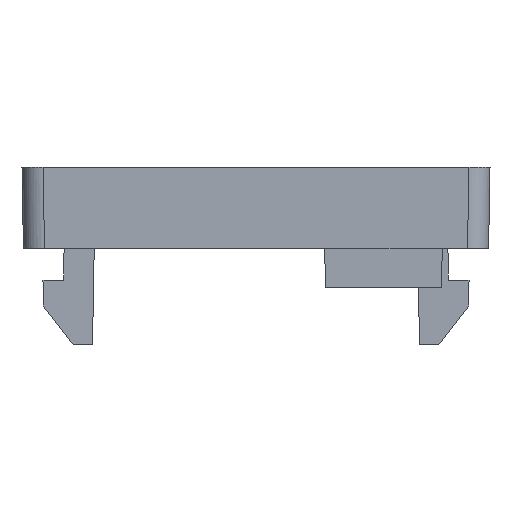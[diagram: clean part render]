
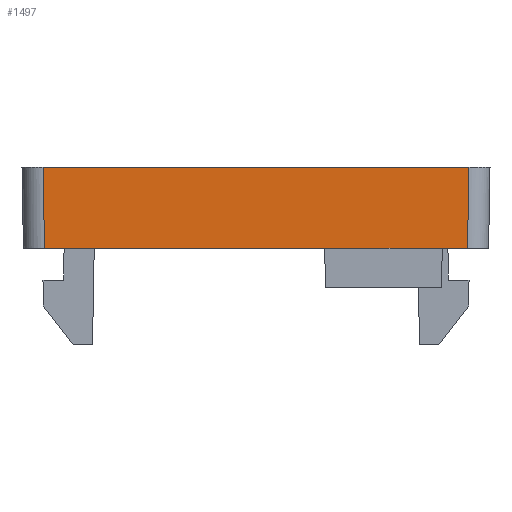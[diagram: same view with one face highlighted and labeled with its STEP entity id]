
A CAD part, left-side view. The second image highlights one B-rep face of the part: STEP entity #1497.
In plain terms, the highlighted planar face has unit normal (-1, 0, -0.018).
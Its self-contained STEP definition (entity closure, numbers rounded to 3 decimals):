
#28 = CARTESIAN_POINT ( 'NONE',  ( -20.7, 7.066, 0.4 ) ) ;
#80 = VERTEX_POINT ( 'NONE', #1869 ) ;
#91 = EDGE_CURVE ( 'NONE', #851, #793, #556, .T. ) ;
#283 = LINE ( 'NONE', #758, #2336 ) ;
#287 = CARTESIAN_POINT ( 'NONE',  ( -20.7, -7.766, 0.4 ) ) ;
#312 = LINE ( 'NONE', #1635, #2246 ) ;
#356 = DIRECTION ( 'NONE',  ( 0., -1., 0. ) ) ;
#507 = DIRECTION ( 'NONE',  ( 0., -1., 0. ) ) ;
#556 = LINE ( 'NONE', #949, #2365 ) ;
#580 = LINE ( 'NONE', #1137, #2071 ) ;
#588 = EDGE_CURVE ( 'NONE', #1448, #793, #283, .T. ) ;
#620 = EDGE_LOOP ( 'NONE', ( #1385, #1919, #1190, #764, #1382, #2355 ) ) ;
#625 = VERTEX_POINT ( 'NONE', #1138 ) ;
#695 = CARTESIAN_POINT ( 'NONE',  ( -20.653, 7.019, -2.3 ) ) ;
#758 = CARTESIAN_POINT ( 'NONE',  ( -20.653, 0., -2.3 ) ) ;
#764 = ORIENTED_EDGE ( 'NONE', *, *, #91, .F. ) ;
#793 = VERTEX_POINT ( 'NONE', #1614 ) ;
#798 = CARTESIAN_POINT ( 'NONE',  ( -20.695, 7.062, 0.141 ) ) ;
#839 = EDGE_CURVE ( 'NONE', #2036, #625, #1373, .T. ) ;
#842 = FACE_OUTER_BOUND ( 'NONE', #620, .T. ) ;
#851 = VERTEX_POINT ( 'NONE', #1061 ) ;
#889 = DIRECTION ( 'NONE',  ( -1., 0., -0.017 ) ) ;
#903 = DIRECTION ( 'NONE',  ( -0.017, 0., 1. ) ) ;
#949 = CARTESIAN_POINT ( 'NONE',  ( -20.653, -2.281, -2.3 ) ) ;
#957 = DIRECTION ( 'NONE',  ( 0., -1., 0. ) ) ;
#1057 = PLANE ( 'NONE',  #1553 ) ;
#1061 = CARTESIAN_POINT ( 'NONE',  ( -20.653, -6.181, -2.3 ) ) ;
#1064 = EDGE_CURVE ( 'NONE', #851, #80, #580, .T. ) ;
#1081 = CARTESIAN_POINT ( 'NONE',  ( -20.7, -7.766, 0.4 ) ) ;
#1137 = CARTESIAN_POINT ( 'NONE',  ( -20.653, 0., -2.3 ) ) ;
#1138 = CARTESIAN_POINT ( 'NONE',  ( -20.7, -7.066, 0.4 ) ) ;
#1145 = VECTOR ( 'NONE', #507, 1000. ) ;
#1190 = ORIENTED_EDGE ( 'NONE', *, *, #588, .T. ) ;
#1373 = LINE ( 'NONE', #287, #1145 ) ;
#1382 = ORIENTED_EDGE ( 'NONE', *, *, #1064, .T. ) ;
#1385 = ORIENTED_EDGE ( 'NONE', *, *, #839, .F. ) ;
#1397 = LINE ( 'NONE', #798, #2307 ) ;
#1431 = EDGE_CURVE ( 'NONE', #80, #625, #312, .T. ) ;
#1448 = VERTEX_POINT ( 'NONE', #695 ) ;
#1497 = ADVANCED_FACE ( 'NONE', ( #842 ), #1057, .T. ) ;
#1553 = AXIS2_PLACEMENT_3D ( 'NONE', #1081, #889, #903 ) ;
#1614 = CARTESIAN_POINT ( 'NONE',  ( -20.653, -2.281, -2.3 ) ) ;
#1619 = DIRECTION ( 'NONE',  ( -0.017, -0.017, 1. ) ) ;
#1635 = CARTESIAN_POINT ( 'NONE',  ( -20.7, -7.067, 0.412 ) ) ;
#1813 = EDGE_CURVE ( 'NONE', #2036, #1448, #1397, .T. ) ;
#1869 = CARTESIAN_POINT ( 'NONE',  ( -20.653, -7.019, -2.3 ) ) ;
#1919 = ORIENTED_EDGE ( 'NONE', *, *, #1813, .T. ) ;
#2036 = VERTEX_POINT ( 'NONE', #28 ) ;
#2071 = VECTOR ( 'NONE', #957, 1000. ) ;
#2165 = DIRECTION ( 'NONE',  ( 0.017, -0.017, -1. ) ) ;
#2246 = VECTOR ( 'NONE', #1619, 1000. ) ;
#2269 = DIRECTION ( 'NONE',  ( 0., 1., 0. ) ) ;
#2307 = VECTOR ( 'NONE', #2165, 1000. ) ;
#2336 = VECTOR ( 'NONE', #356, 1000. ) ;
#2355 = ORIENTED_EDGE ( 'NONE', *, *, #1431, .T. ) ;
#2365 = VECTOR ( 'NONE', #2269, 1000. ) ;
